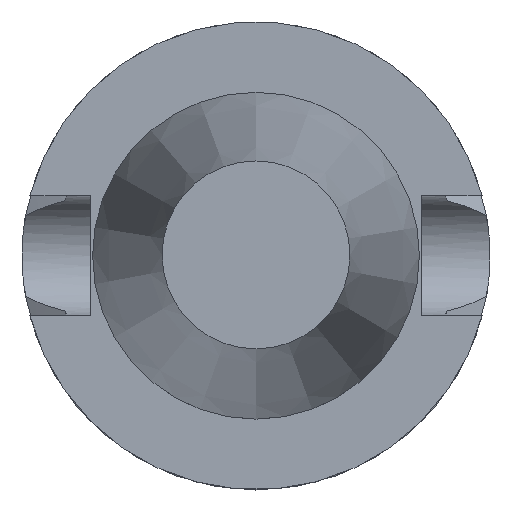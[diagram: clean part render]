
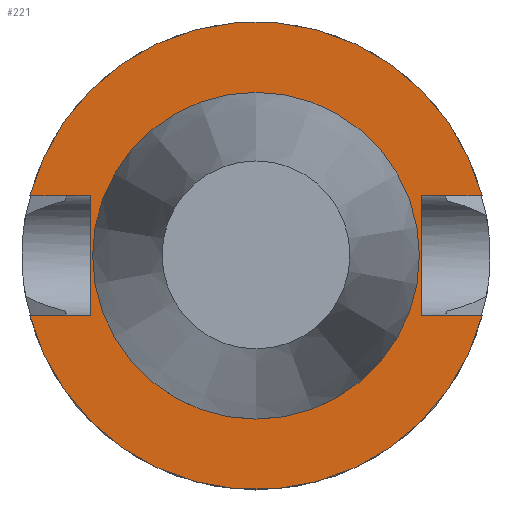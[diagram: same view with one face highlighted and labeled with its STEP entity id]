
A CAD part, top view. The second image highlights one B-rep face of the part: STEP entity #221.
In plain terms, the highlighted planar face has unit normal (0, 0, 1).
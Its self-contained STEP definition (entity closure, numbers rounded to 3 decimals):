
#118=EDGE_CURVE('240[2]',#354,#355,#356,.T.);
#154=EDGE_CURVE('240[2]',#413,#414,#415,.T.);
#168=EDGE_CURVE('240[2]',#434,#417,#435,.T.);
#188=EDGE_CURVE('240[2]',#355,#434,#462,.T.);
#221=ADVANCED_FACE('240[2]',(#510,#511),#512,.T.);
#260=EDGE_CURVE('240[2]',#482,#354,#570,.T.);
#271=EDGE_CURVE('240[2]',#583,#583,#584,.T.);
#277=EDGE_CURVE('240[2]',#359,#482,#592,.T.);
#307=EDGE_CURVE('240[2]',#417,#413,#626,.T.);
#309=EDGE_CURVE('240[2]',#414,#359,#628,.T.);
#354=VERTEX_POINT('',#671);
#355=VERTEX_POINT('',#672);
#356=LINE('',#673,#674);
#359=VERTEX_POINT('',#678);
#413=VERTEX_POINT('',#766);
#414=VERTEX_POINT('',#767);
#415=LINE('',#768,#769);
#417=VERTEX_POINT('',#772);
#434=VERTEX_POINT('',#796);
#435=LINE('',#797,#798);
#462=CIRCLE('',#872,50.0);
#482=VERTEX_POINT('',#898);
#510=FACE_OUTER_BOUND('',#956,.T.);
#511=FACE_BOUND('',#957,.T.);
#512=PLANE('',#958);
#570=LINE('',#1107,#1108);
#583=VERTEX_POINT('',#1136);
#584=CIRCLE('',#1137,34.925);
#592=LINE('',#1148,#1149);
#626=LINE('',#1237,#1238);
#628=CIRCLE('',#1241,50.0);
#671=CARTESIAN_POINT('',(-35.4,-12.85,-1.5));
#672=CARTESIAN_POINT('',(-48.321,-12.85,-1.5));
#673=CARTESIAN_POINT('',(-17.7,-12.85,-1.5));
#674=VECTOR('',#1377,1.0);
#678=CARTESIAN_POINT('',(-48.321,12.85,-1.5));
#766=CARTESIAN_POINT('',(35.4,12.85,-1.5));
#767=CARTESIAN_POINT('',(48.321,12.85,-1.5));
#768=CARTESIAN_POINT('',(17.7,12.85,-1.5));
#769=VECTOR('',#1439,1.0);
#772=CARTESIAN_POINT('',(35.4,-12.85,-1.5));
#796=CARTESIAN_POINT('',(48.321,-12.85,-1.5));
#797=CARTESIAN_POINT('',(17.7,-12.85,-1.5));
#798=VECTOR('',#1463,1.0);
#872=AXIS2_PLACEMENT_3D('',#1488,#1489,#1490);
#898=CARTESIAN_POINT('',(-35.4,12.85,-1.5));
#956=EDGE_LOOP('',(#1541,#1542,#1543,#1544,#1545,#1546,#1547,#1548));
#957=EDGE_LOOP('',(#1549));
#958=AXIS2_PLACEMENT_3D('',#1550,#1551,#1552);
#1107=CARTESIAN_POINT('',(-35.4,14.806,-1.5));
#1108=VECTOR('',#1624,1.0);
#1136=CARTESIAN_POINT('',(0.,34.925,-1.5));
#1137=AXIS2_PLACEMENT_3D('',#1637,#1638,#1639);
#1148=CARTESIAN_POINT('',(-17.7,12.85,-1.5));
#1149=VECTOR('',#1646,1.0);
#1237=CARTESIAN_POINT('',(35.4,21.231,-1.5));
#1238=VECTOR('',#1670,1.0);
#1241=AXIS2_PLACEMENT_3D('',#1671,#1672,#1673);
#1377=DIRECTION('',(-1.0,0.0,0.));
#1439=DIRECTION('',(1.0,0.0,0.));
#1463=DIRECTION('',(-1.0,0.0,0.));
#1488=CARTESIAN_POINT('',(0.,0.,-1.5));
#1489=DIRECTION('',(0.,0.,1.0));
#1490=DIRECTION('',(0.,1.0,0.));
#1541=ORIENTED_EDGE('',*,*,#118,.T.);
#1542=ORIENTED_EDGE('',*,*,#188,.T.);
#1543=ORIENTED_EDGE('',*,*,#168,.T.);
#1544=ORIENTED_EDGE('',*,*,#307,.T.);
#1545=ORIENTED_EDGE('',*,*,#154,.T.);
#1546=ORIENTED_EDGE('',*,*,#309,.T.);
#1547=ORIENTED_EDGE('',*,*,#277,.T.);
#1548=ORIENTED_EDGE('',*,*,#260,.T.);
#1549=ORIENTED_EDGE('',*,*,#271,.F.);
#1550=CARTESIAN_POINT('',(0.,42.463,-1.5));
#1551=DIRECTION('',(0.,0.,1.0));
#1552=DIRECTION('',(1.0,0.,0.0));
#1624=DIRECTION('',(-0.0,-1.0,0.));
#1637=CARTESIAN_POINT('',(0.,0.,-1.5));
#1638=DIRECTION('',(0.,0.,1.0));
#1639=DIRECTION('',(0.,1.0,0.));
#1646=DIRECTION('',(1.0,0.0,0.));
#1670=DIRECTION('',(-0.0,1.0,0.));
#1671=CARTESIAN_POINT('',(0.,0.,-1.5));
#1672=DIRECTION('',(0.,0.,1.0));
#1673=DIRECTION('',(0.,1.0,0.));
